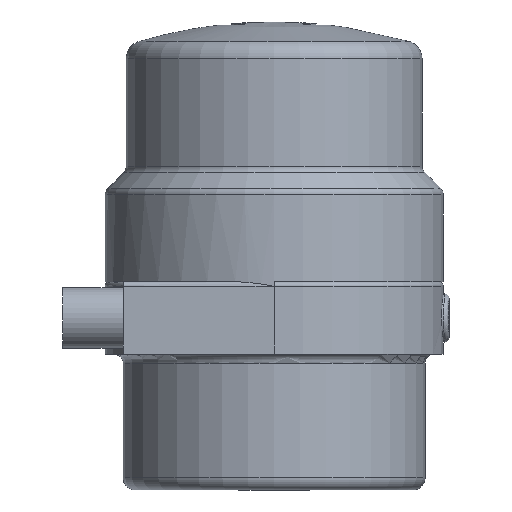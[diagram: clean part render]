
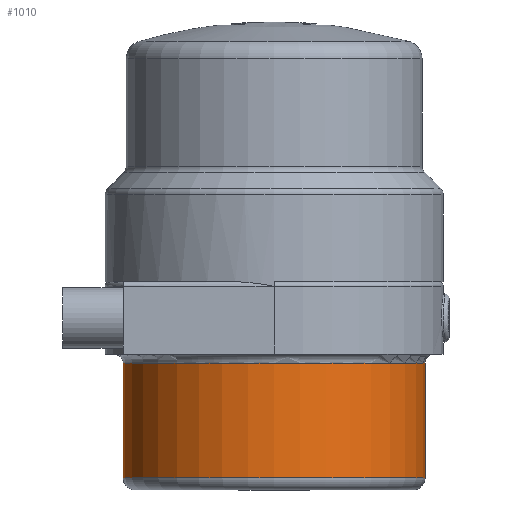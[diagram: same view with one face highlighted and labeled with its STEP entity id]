
A CAD part, front view. The second image highlights one B-rep face of the part: STEP entity #1010.
In plain terms, the highlighted cylindrical face has radius 25 mm (diameter 50 mm), a full revolution.
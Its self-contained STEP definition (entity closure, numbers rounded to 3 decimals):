
#90=LINE('',#2286,#137);
#137=VECTOR('',#1456,25.);
#167=CYLINDRICAL_SURFACE('',#1149,25.);
#224=FACE_OUTER_BOUND('',#290,.T.);
#290=EDGE_LOOP('',(#924,#925,#926,#927,#928,#929,#930,#931));
#357=CIRCLE('',#1146,25.);
#358=CIRCLE('',#1147,25.);
#359=CIRCLE('',#1148,25.);
#360=CIRCLE('',#1150,25.);
#361=CIRCLE('',#1151,25.);
#362=CIRCLE('',#1152,25.);
#486=VERTEX_POINT('',#2273);
#487=VERTEX_POINT('',#2275);
#488=VERTEX_POINT('',#2277);
#489=VERTEX_POINT('',#2281);
#490=VERTEX_POINT('',#2282);
#491=VERTEX_POINT('',#2284);
#633=EDGE_CURVE('',#486,#487,#357,.T.);
#634=EDGE_CURVE('',#487,#488,#358,.T.);
#635=EDGE_CURVE('',#488,#486,#359,.T.);
#636=EDGE_CURVE('',#489,#490,#360,.T.);
#637=EDGE_CURVE('',#491,#489,#361,.T.);
#638=EDGE_CURVE('',#491,#488,#90,.T.);
#639=EDGE_CURVE('',#490,#491,#362,.T.);
#924=ORIENTED_EDGE('',*,*,#636,.F.);
#925=ORIENTED_EDGE('',*,*,#637,.F.);
#926=ORIENTED_EDGE('',*,*,#638,.T.);
#927=ORIENTED_EDGE('',*,*,#634,.F.);
#928=ORIENTED_EDGE('',*,*,#633,.F.);
#929=ORIENTED_EDGE('',*,*,#635,.F.);
#930=ORIENTED_EDGE('',*,*,#638,.F.);
#931=ORIENTED_EDGE('',*,*,#639,.F.);
#1010=ADVANCED_FACE('',(#224),#167,.T.);
#1146=AXIS2_PLACEMENT_3D('',#2276,#1444,#1445);
#1147=AXIS2_PLACEMENT_3D('',#2278,#1446,#1447);
#1148=AXIS2_PLACEMENT_3D('',#2279,#1448,#1449);
#1149=AXIS2_PLACEMENT_3D('',#2280,#1450,#1451);
#1150=AXIS2_PLACEMENT_3D('',#2283,#1452,#1453);
#1151=AXIS2_PLACEMENT_3D('',#2285,#1454,#1455);
#1152=AXIS2_PLACEMENT_3D('',#2287,#1457,#1458);
#1444=DIRECTION('center_axis',(0.,0.,1.));
#1445=DIRECTION('ref_axis',(0.,-1.,0.));
#1446=DIRECTION('center_axis',(0.,0.,1.));
#1447=DIRECTION('ref_axis',(0.,-1.,0.));
#1448=DIRECTION('center_axis',(0.,0.,1.));
#1449=DIRECTION('ref_axis',(0.,-1.,0.));
#1450=DIRECTION('center_axis',(0.,0.,-1.));
#1451=DIRECTION('ref_axis',(0.,1.,0.));
#1452=DIRECTION('center_axis',(0.,0.,-1.));
#1453=DIRECTION('ref_axis',(0.,-1.,0.));
#1454=DIRECTION('center_axis',(0.,0.,-1.));
#1455=DIRECTION('ref_axis',(0.,-1.,0.));
#1456=DIRECTION('',(0.,0.,1.));
#1457=DIRECTION('center_axis',(0.,0.,-1.));
#1458=DIRECTION('ref_axis',(0.,-1.,0.));
#2273=CARTESIAN_POINT('',(25.,0.,21.));
#2275=CARTESIAN_POINT('',(0.,25.,21.));
#2276=CARTESIAN_POINT('Origin',(0.,0.,21.));
#2277=CARTESIAN_POINT('',(0.,-25.,21.));
#2278=CARTESIAN_POINT('Origin',(0.,0.,21.));
#2279=CARTESIAN_POINT('Origin',(0.,0.,21.));
#2280=CARTESIAN_POINT('Origin',(0.,0.,11.25));
#2281=CARTESIAN_POINT('',(0.,25.,2.));
#2282=CARTESIAN_POINT('',(25.,0.,2.));
#2283=CARTESIAN_POINT('Origin',(0.,0.,2.));
#2284=CARTESIAN_POINT('',(0.,-25.,2.));
#2285=CARTESIAN_POINT('Origin',(0.,0.,2.));
#2286=CARTESIAN_POINT('',(0.,-25.,11.25));
#2287=CARTESIAN_POINT('Origin',(0.,0.,2.));
